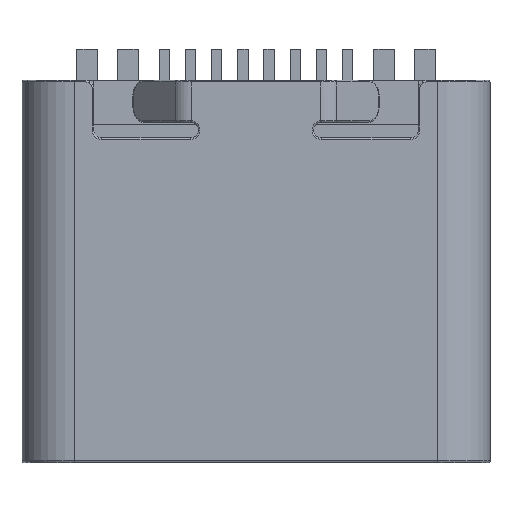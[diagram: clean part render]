
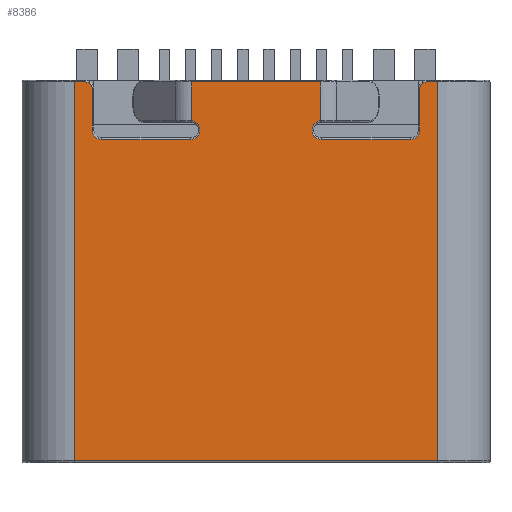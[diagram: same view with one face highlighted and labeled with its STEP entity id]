
A CAD part, top view. The second image highlights one B-rep face of the part: STEP entity #8386.
In plain terms, the highlighted planar face has unit normal (0, 0, 1).
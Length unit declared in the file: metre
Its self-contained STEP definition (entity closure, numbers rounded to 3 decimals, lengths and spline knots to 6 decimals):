
#380=CIRCLE('',#10198,0.00012);
#382=CIRCLE('',#10201,0.00012);
#388=CIRCLE('',#10210,0.00018);
#390=CIRCLE('',#10213,0.00018);
#395=CIRCLE('',#10221,0.00018);
#396=CIRCLE('',#10223,0.00018);
#2832=ORIENTED_EDGE('',*,*,#3904,.T.);
#2833=ORIENTED_EDGE('',*,*,#3898,.T.);
#2834=ORIENTED_EDGE('',*,*,#4272,.F.);
#2835=ORIENTED_EDGE('',*,*,#3673,.T.);
#2836=ORIENTED_EDGE('',*,*,#4287,.T.);
#2837=ORIENTED_EDGE('',*,*,#3900,.T.);
#2838=ORIENTED_EDGE('',*,*,#3906,.T.);
#2839=ORIENTED_EDGE('',*,*,#3912,.T.);
#2840=ORIENTED_EDGE('',*,*,#3918,.T.);
#2841=ORIENTED_EDGE('',*,*,#3924,.T.);
#2842=ORIENTED_EDGE('',*,*,#3930,.T.);
#2843=ORIENTED_EDGE('',*,*,#4224,.T.);
#2844=ORIENTED_EDGE('',*,*,#3980,.T.);
#2845=ORIENTED_EDGE('',*,*,#4218,.F.);
#2846=ORIENTED_EDGE('',*,*,#3928,.T.);
#2847=ORIENTED_EDGE('',*,*,#3922,.T.);
#2848=ORIENTED_EDGE('',*,*,#3916,.T.);
#2849=ORIENTED_EDGE('',*,*,#3910,.T.);
#3673=EDGE_CURVE('',#4666,#4669,#5475,.T.);
#3898=EDGE_CURVE('',#4808,#4804,#5541,.T.);
#3900=EDGE_CURVE('',#4807,#4811,#5542,.T.);
#3904=EDGE_CURVE('',#4812,#4808,#380,.T.);
#3906=EDGE_CURVE('',#4811,#4815,#382,.T.);
#3910=EDGE_CURVE('',#4816,#4812,#5545,.T.);
#3912=EDGE_CURVE('',#4815,#4819,#5546,.T.);
#3916=EDGE_CURVE('',#4820,#4816,#388,.T.);
#3918=EDGE_CURVE('',#4819,#4823,#390,.T.);
#3922=EDGE_CURVE('',#4824,#4820,#5549,.T.);
#3924=EDGE_CURVE('',#4823,#4827,#5550,.T.);
#3928=EDGE_CURVE('',#4828,#4824,#395,.T.);
#3930=EDGE_CURVE('',#4827,#4831,#396,.T.);
#3980=EDGE_CURVE('',#4863,#4860,#5564,.T.);
#4218=EDGE_CURVE('',#4828,#4860,#5658,.T.);
#4224=EDGE_CURVE('',#4831,#4863,#5664,.T.);
#4272=EDGE_CURVE('',#4666,#4804,#5712,.T.);
#4287=EDGE_CURVE('',#4669,#4807,#5727,.T.);
#4666=VERTEX_POINT('',#14328);
#4669=VERTEX_POINT('',#14333);
#4804=VERTEX_POINT('',#14790);
#4807=VERTEX_POINT('',#14797);
#4808=VERTEX_POINT('',#14802);
#4811=VERTEX_POINT('',#14809);
#4812=VERTEX_POINT('',#14814);
#4815=VERTEX_POINT('',#14821);
#4816=VERTEX_POINT('',#14826);
#4819=VERTEX_POINT('',#14833);
#4820=VERTEX_POINT('',#14838);
#4823=VERTEX_POINT('',#14845);
#4824=VERTEX_POINT('',#14850);
#4827=VERTEX_POINT('',#14857);
#4828=VERTEX_POINT('',#14865);
#4831=VERTEX_POINT('',#14875);
#4860=VERTEX_POINT('',#14982);
#4863=VERTEX_POINT('',#14989);
#5475=LINE('',#14334,#6201);
#5541=LINE('',#14805,#6267);
#5542=LINE('',#14810,#6268);
#5545=LINE('',#14829,#6271);
#5546=LINE('',#14834,#6272);
#5549=LINE('',#14853,#6275);
#5550=LINE('',#14858,#6276);
#5564=LINE('',#14993,#6290);
#5658=LINE('',#15459,#6384);
#5664=LINE('',#15471,#6390);
#5712=LINE('',#15569,#6438);
#5727=LINE('',#15591,#6453);
#6201=VECTOR('',#11663,1.);
#6267=VECTOR('',#12195,1.);
#6268=VECTOR('',#12200,1.);
#6271=VECTOR('',#12223,1.);
#6272=VECTOR('',#12228,1.);
#6275=VECTOR('',#12251,1.);
#6276=VECTOR('',#12256,1.);
#6290=VECTOR('',#12376,1.);
#6384=VECTOR('',#12926,1.);
#6390=VECTOR('',#12944,1.);
#6438=VECTOR('',#13092,1.);
#6453=VECTOR('',#13121,1.);
#6938=EDGE_LOOP('',(#2832,#2833,#2834,#2835,#2836,#2837,#2838,#2839,#2840,
#2841,#2842,#2843,#2844,#2845,#2846,#2847,#2848,#2849));
#7456=FACE_BOUND('',#6938,.T.);
#7696=PLANE('',#10565);
#8386=ADVANCED_FACE('',(#7456),#7696,.F.);
#10198=AXIS2_PLACEMENT_3D('',#14817,#12208,#12209);
#10201=AXIS2_PLACEMENT_3D('',#14822,#12214,#12215);
#10210=AXIS2_PLACEMENT_3D('',#14841,#12236,#12237);
#10213=AXIS2_PLACEMENT_3D('',#14846,#12242,#12243);
#10221=AXIS2_PLACEMENT_3D('',#14868,#12262,#12263);
#10223=AXIS2_PLACEMENT_3D('',#14876,#12266,#12267);
#10565=AXIS2_PLACEMENT_3D('',#15596,#13128,#13129);
#11663=DIRECTION('',(1.,0.,0.));
#12195=DIRECTION('',(-1.,0.,0.));
#12200=DIRECTION('',(-1.,0.,0.));
#12208=DIRECTION('',(0.,0.,1.));
#12209=DIRECTION('',(1.,0.,0.));
#12214=DIRECTION('',(0.,0.,1.));
#12215=DIRECTION('',(1.,0.,0.));
#12223=DIRECTION('',(0.,1.,0.));
#12228=DIRECTION('',(0.,-1.,0.));
#12236=DIRECTION('',(0.,0.,-1.));
#12237=DIRECTION('',(1.,0.,0.));
#12242=DIRECTION('',(0.,0.,-1.));
#12243=DIRECTION('',(1.,0.,0.));
#12251=DIRECTION('',(-1.,0.,0.));
#12256=DIRECTION('',(-1.,0.,0.));
#12262=DIRECTION('',(0.,0.,-1.));
#12263=DIRECTION('',(1.,0.,0.));
#12266=DIRECTION('',(0.,0.,-1.));
#12267=DIRECTION('',(1.,0.,0.));
#12376=DIRECTION('',(-1.,0.,0.));
#12926=DIRECTION('',(0.,1.,0.));
#12944=DIRECTION('',(0.,1.,0.));
#13092=DIRECTION('',(0.,1.,0.));
#13121=DIRECTION('',(0.,1.,0.));
#13128=DIRECTION('',(0.,0.,-1.));
#13129=DIRECTION('',(1.,0.,0.));
#14328=CARTESIAN_POINT('',(-0.00347,-0.00362,0.00325));
#14333=CARTESIAN_POINT('',(0.00347,-0.00362,0.00325));
#14334=CARTESIAN_POINT('',(0.,-0.00362,0.00325));
#14790=CARTESIAN_POINT('',(-0.00347,0.00362,0.00325));
#14797=CARTESIAN_POINT('',(0.00347,0.00362,0.00325));
#14802=CARTESIAN_POINT('',(-0.00325,0.00362,0.00325));
#14805=CARTESIAN_POINT('',(0.,0.00362,0.00325));
#14809=CARTESIAN_POINT('',(0.00325,0.00362,0.00325));
#14810=CARTESIAN_POINT('',(0.,0.00362,0.00325));
#14814=CARTESIAN_POINT('',(-0.00313,0.0035,0.00325));
#14817=CARTESIAN_POINT('',(-0.00325,0.0035,0.00325));
#14821=CARTESIAN_POINT('',(0.00313,0.0035,0.00325));
#14822=CARTESIAN_POINT('',(0.00325,0.0035,0.00325));
#14826=CARTESIAN_POINT('',(-0.00313,0.0027,0.00325));
#14829=CARTESIAN_POINT('',(-0.00313,-0.00105,0.00325));
#14833=CARTESIAN_POINT('',(0.00313,0.0027,0.00325));
#14834=CARTESIAN_POINT('',(0.00313,-0.00105,0.00325));
#14838=CARTESIAN_POINT('',(-0.00295,0.00252,0.00325));
#14841=CARTESIAN_POINT('',(-0.00295,0.0027,0.00325));
#14845=CARTESIAN_POINT('',(0.00295,0.00252,0.00325));
#14846=CARTESIAN_POINT('',(0.00295,0.0027,0.00325));
#14850=CARTESIAN_POINT('',(-0.00125,0.00252,0.00325));
#14853=CARTESIAN_POINT('',(0.0031,0.00252,0.00325));
#14857=CARTESIAN_POINT('',(0.00125,0.00252,0.00325));
#14858=CARTESIAN_POINT('',(0.,0.00252,0.00325));
#14865=CARTESIAN_POINT('',(-0.001235,0.002879,0.00325));
#14868=CARTESIAN_POINT('',(-0.00125,0.0027,0.00325));
#14875=CARTESIAN_POINT('',(0.001235,0.002879,0.00325));
#14876=CARTESIAN_POINT('',(0.00125,0.0027,0.00325));
#14982=CARTESIAN_POINT('',(-0.001235,0.00362,0.00325));
#14989=CARTESIAN_POINT('',(0.001235,0.00362,0.00325));
#14993=CARTESIAN_POINT('',(0.,0.00362,0.00325));
#15459=CARTESIAN_POINT('',(-0.001235,0.00365,0.00325));
#15471=CARTESIAN_POINT('',(0.001235,0.00365,0.00325));
#15569=CARTESIAN_POINT('',(-0.00347,-0.00365,0.00325));
#15591=CARTESIAN_POINT('',(0.00347,-0.00365,0.00325));
#15596=CARTESIAN_POINT('',(0.,-0.00105,0.00325));
